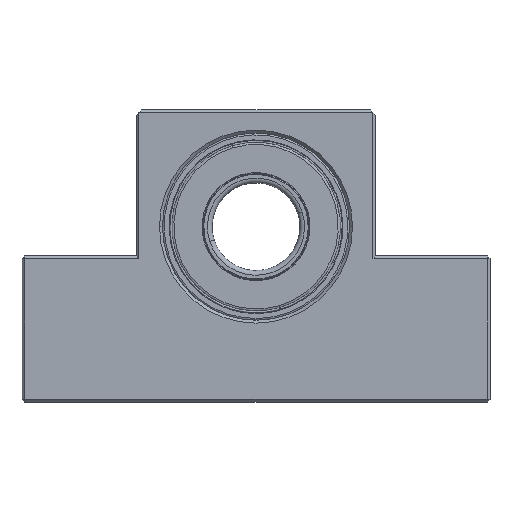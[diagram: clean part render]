
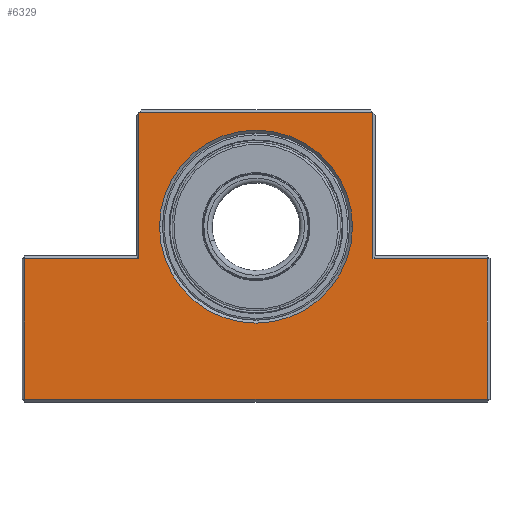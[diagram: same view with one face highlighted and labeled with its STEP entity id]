
A CAD part, top view. The second image highlights one B-rep face of the part: STEP entity #6329.
In plain terms, the highlighted planar face has unit normal (0, 0, 1).
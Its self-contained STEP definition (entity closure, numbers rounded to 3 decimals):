
#159 = AXIS2_PLACEMENT_3D ( 'NONE', #6132, #4991, #1579 ) ;
#210 = VERTEX_POINT ( 'NONE', #6265 ) ;
#223 = LINE ( 'NONE', #635, #1553 ) ;
#275 = CARTESIAN_POINT ( 'NONE',  ( -39.5, 0., 10. ) ) ;
#336 = ORIENTED_EDGE ( 'NONE', *, *, #944, .T. ) ;
#341 = EDGE_CURVE ( 'NONE', #2941, #1299, #1562, .T. ) ;
#629 = CARTESIAN_POINT ( 'NONE',  ( -16.5, 30., 10. ) ) ;
#635 = CARTESIAN_POINT ( 'NONE',  ( 40., 0.5, 10. ) ) ;
#668 = CARTESIAN_POINT ( 'NONE',  ( 20.5, 24.5, 10. ) ) ;
#699 = DIRECTION ( 'NONE',  ( -1., 0., 0. ) ) ;
#773 = CARTESIAN_POINT ( 'NONE',  ( 20., 24.5, 10. ) ) ;
#816 = CARTESIAN_POINT ( 'NONE',  ( -40., 24.5, 10. ) ) ;
#944 = EDGE_CURVE ( 'NONE', #5950, #2890, #223, .T. ) ;
#959 = FACE_OUTER_BOUND ( 'NONE', #6182, .T. ) ;
#1109 = CARTESIAN_POINT ( 'NONE',  ( 16.5, 30., 10. ) ) ;
#1149 = ORIENTED_EDGE ( 'NONE', *, *, #3259, .T. ) ;
#1256 = DIRECTION ( 'NONE',  ( 0., 1., 0. ) ) ;
#1267 = AXIS2_PLACEMENT_3D ( 'NONE', #6820, #3277, #7448 ) ;
#1299 = VERTEX_POINT ( 'NONE', #6047 ) ;
#1421 = ORIENTED_EDGE ( 'NONE', *, *, #5008, .T. ) ;
#1480 = CARTESIAN_POINT ( 'NONE',  ( 39.5, 0.5, 10. ) ) ;
#1495 = AXIS2_PLACEMENT_3D ( 'NONE', #6541, #3025, #7167 ) ;
#1553 = VECTOR ( 'NONE', #2343, 1000. ) ;
#1562 = LINE ( 'NONE', #7329, #2889 ) ;
#1570 = EDGE_LOOP ( 'NONE', ( #4184, #5448 ) ) ;
#1579 = DIRECTION ( 'NONE',  ( 1., 0., 0. ) ) ;
#1620 = CIRCLE ( 'NONE', #1495, 16.5 ) ;
#1899 = ORIENTED_EDGE ( 'NONE', *, *, #6508, .T. ) ;
#1968 = VECTOR ( 'NONE', #7462, 1000. ) ;
#1973 = LINE ( 'NONE', #6470, #6432 ) ;
#2161 = LINE ( 'NONE', #275, #6826 ) ;
#2263 = ORIENTED_EDGE ( 'NONE', *, *, #5867, .T. ) ;
#2343 = DIRECTION ( 'NONE',  ( 1., 0., 0. ) ) ;
#2365 = VECTOR ( 'NONE', #2504, 1000. ) ;
#2457 = FACE_BOUND ( 'NONE', #1570, .T. ) ;
#2504 = DIRECTION ( 'NONE',  ( -1., 0., 0. ) ) ;
#2537 = LINE ( 'NONE', #816, #2365 ) ;
#2889 = VECTOR ( 'NONE', #6759, 1000. ) ;
#2890 = VERTEX_POINT ( 'NONE', #1480 ) ;
#2913 = VERTEX_POINT ( 'NONE', #4883 ) ;
#2931 = CARTESIAN_POINT ( 'NONE',  ( -19.5, 49.5, 10. ) ) ;
#2941 = VERTEX_POINT ( 'NONE', #7358 ) ;
#3025 = DIRECTION ( 'NONE',  ( 0., 0., -1. ) ) ;
#3207 = VERTEX_POINT ( 'NONE', #1109 ) ;
#3259 = EDGE_CURVE ( 'NONE', #2913, #5950, #2161, .T. ) ;
#3277 = DIRECTION ( 'NONE',  ( 0., 0., -1. ) ) ;
#3454 = DIRECTION ( 'NONE',  ( -1., 0., 0. ) ) ;
#3746 = CIRCLE ( 'NONE', #1267, 16.5 ) ;
#3881 = CARTESIAN_POINT ( 'NONE',  ( 39.5, 25., 10. ) ) ;
#4184 = ORIENTED_EDGE ( 'NONE', *, *, #5201, .T. ) ;
#4245 = DIRECTION ( 'NONE',  ( 0., -1., 0. ) ) ;
#4399 = PLANE ( 'NONE',  #159 ) ;
#4575 = VERTEX_POINT ( 'NONE', #5883 ) ;
#4825 = VECTOR ( 'NONE', #699, 1000. ) ;
#4883 = CARTESIAN_POINT ( 'NONE',  ( -39.5, 24.5, 10. ) ) ;
#4951 = ORIENTED_EDGE ( 'NONE', *, *, #4995, .T. ) ;
#4979 = EDGE_CURVE ( 'NONE', #210, #6479, #5207, .T. ) ;
#4991 = DIRECTION ( 'NONE',  ( 0., 0., 1. ) ) ;
#4995 = EDGE_CURVE ( 'NONE', #4575, #2941, #6631, .T. ) ;
#5008 = EDGE_CURVE ( 'NONE', #6479, #4575, #1973, .T. ) ;
#5012 = VECTOR ( 'NONE', #3454, 1000. ) ;
#5051 = EDGE_CURVE ( 'NONE', #5498, #3207, #1620, .T. ) ;
#5201 = EDGE_CURVE ( 'NONE', #3207, #5498, #3746, .T. ) ;
#5207 = LINE ( 'NONE', #668, #5012 ) ;
#5448 = ORIENTED_EDGE ( 'NONE', *, *, #5051, .T. ) ;
#5498 = VERTEX_POINT ( 'NONE', #629 ) ;
#5867 = EDGE_CURVE ( 'NONE', #2890, #210, #6426, .T. ) ;
#5883 = CARTESIAN_POINT ( 'NONE',  ( 20., 49.5, 10. ) ) ;
#5950 = VERTEX_POINT ( 'NONE', #6197 ) ;
#6047 = CARTESIAN_POINT ( 'NONE',  ( -20., 24.5, 10. ) ) ;
#6098 = ORIENTED_EDGE ( 'NONE', *, *, #4979, .T. ) ;
#6132 = CARTESIAN_POINT ( 'NONE',  ( 40., 25., 10. ) ) ;
#6182 = EDGE_LOOP ( 'NONE', ( #6098, #1421, #4951, #6836, #1899, #1149, #336, #2263 ) ) ;
#6197 = CARTESIAN_POINT ( 'NONE',  ( -39.5, 0.5, 10. ) ) ;
#6265 = CARTESIAN_POINT ( 'NONE',  ( 39.5, 24.5, 10. ) ) ;
#6329 = ADVANCED_FACE ( 'NONE', ( #2457, #959 ), #4399, .T. ) ;
#6426 = LINE ( 'NONE', #3881, #1968 ) ;
#6432 = VECTOR ( 'NONE', #1256, 1000. ) ;
#6470 = CARTESIAN_POINT ( 'NONE',  ( 20., 49., 10. ) ) ;
#6479 = VERTEX_POINT ( 'NONE', #773 ) ;
#6508 = EDGE_CURVE ( 'NONE', #1299, #2913, #2537, .T. ) ;
#6541 = CARTESIAN_POINT ( 'NONE',  ( 0., 30., 10. ) ) ;
#6631 = LINE ( 'NONE', #2931, #4825 ) ;
#6759 = DIRECTION ( 'NONE',  ( 0., -1., 0. ) ) ;
#6820 = CARTESIAN_POINT ( 'NONE',  ( 0., 30., 10. ) ) ;
#6826 = VECTOR ( 'NONE', #4245, 1000. ) ;
#6836 = ORIENTED_EDGE ( 'NONE', *, *, #341, .T. ) ;
#7167 = DIRECTION ( 'NONE',  ( 1., 0., 0. ) ) ;
#7329 = CARTESIAN_POINT ( 'NONE',  ( -20., 25., 10. ) ) ;
#7358 = CARTESIAN_POINT ( 'NONE',  ( -20., 49.5, 10. ) ) ;
#7448 = DIRECTION ( 'NONE',  ( 1., 0., 0. ) ) ;
#7462 = DIRECTION ( 'NONE',  ( 0., 1., 0. ) ) ;
